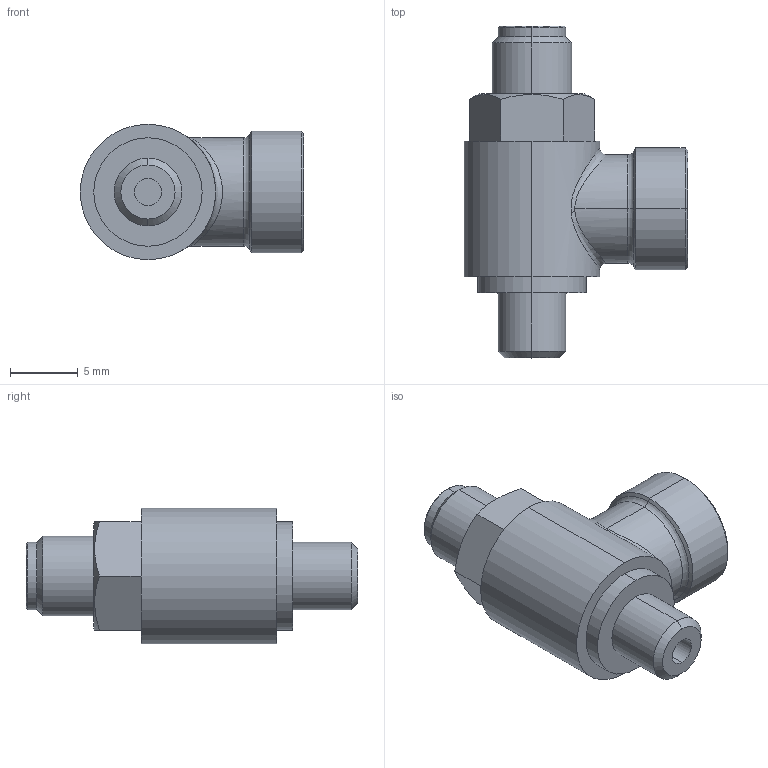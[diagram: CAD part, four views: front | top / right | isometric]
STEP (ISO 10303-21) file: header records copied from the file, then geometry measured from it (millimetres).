
FILE_DESCRIPTION (( 'STEP AP203' ), '1' );
FILE_NAME ('04070B00.STEP', '2010-04-28T06:50:19', ( '' ), ( 'sopra-pneumatic' ), 'SwSTEP 2.0', 'SolidWorks 2009', '' );
FILE_SCHEMA (( 'CONFIG_CONTROL_DESIGN' ));
Length unit declared in the file: millimetre
Products named in the file (1): 04070B00
Bounding box: 16.5 x 24.5 x 10 mm (x, y, z)
Volume: 1529.6 mm3; surface area: 1144.2 mm2
Topology: 1 solids, 1 shells, 66 faces, 144 edges, 90 vertices
Faces by surface type: cylinder 24, plane 22, cone 16, bspline 2, torus 2
Entity records: 2855 total; most frequent: CARTESIAN_POINT 1309, DIRECTION 324, ORIENTED_EDGE 288, EDGE_CURVE 144, AXIS2_PLACEMENT_3D 133, VERTEX_POINT 90, EDGE_LOOP 76, CIRCLE 68
